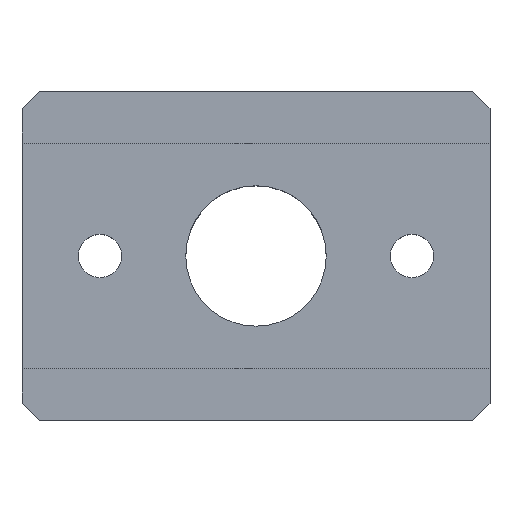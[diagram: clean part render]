
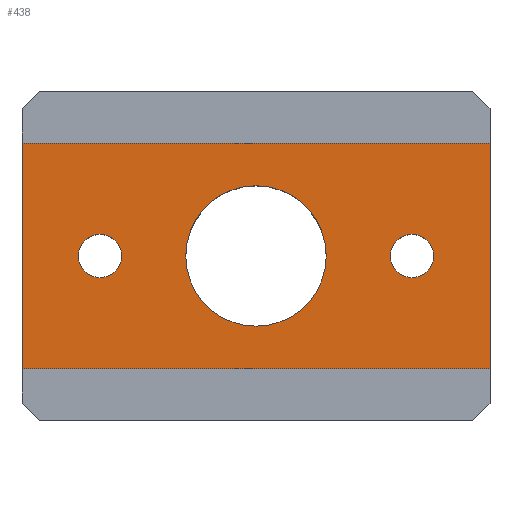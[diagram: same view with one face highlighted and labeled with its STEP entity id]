
A CAD part, top view. The second image highlights one B-rep face of the part: STEP entity #438.
In plain terms, the highlighted planar face has unit normal (0, 0, 1).
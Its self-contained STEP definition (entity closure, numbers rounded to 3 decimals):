
#13=DIRECTION('',(0.,-1.,0.));
#14=VECTOR('',#13,13.);
#15=CARTESIAN_POINT('',(-13.5,6.5,0.));
#16=LINE('',#15,#14);
#91=DIRECTION('',(1.,0.,0.));
#92=VECTOR('',#91,27.);
#93=CARTESIAN_POINT('',(-13.5,6.5,0.));
#94=LINE('',#93,#92);
#95=CARTESIAN_POINT('',(0.,0.,0.));
#96=DIRECTION('',(0.,0.,1.));
#97=DIRECTION('',(1.,0.,0.));
#98=AXIS2_PLACEMENT_3D('',#95,#96,#97);
#100=CARTESIAN_POINT('',(0.,0.,0.));
#101=DIRECTION('',(0.,0.,1.));
#102=DIRECTION('',(-1.,0.,0.));
#103=AXIS2_PLACEMENT_3D('',#100,#101,#102);
#105=CARTESIAN_POINT('',(9.,0.,0.));
#106=DIRECTION('',(0.,0.,1.));
#107=DIRECTION('',(0.,-1.,0.));
#108=AXIS2_PLACEMENT_3D('',#105,#106,#107);
#110=CARTESIAN_POINT('',(9.,0.,0.));
#111=DIRECTION('',(0.,0.,1.));
#112=DIRECTION('',(0.,1.,0.));
#113=AXIS2_PLACEMENT_3D('',#110,#111,#112);
#115=CARTESIAN_POINT('',(-9.,0.,0.));
#116=DIRECTION('',(0.,0.,1.));
#117=DIRECTION('',(0.,-1.,0.));
#118=AXIS2_PLACEMENT_3D('',#115,#116,#117);
#120=CARTESIAN_POINT('',(-9.,0.,0.));
#121=DIRECTION('',(0.,0.,1.));
#122=DIRECTION('',(0.,1.,0.));
#123=AXIS2_PLACEMENT_3D('',#120,#121,#122);
#173=DIRECTION('',(0.,-1.,0.));
#174=VECTOR('',#173,13.);
#175=CARTESIAN_POINT('',(13.5,6.5,0.));
#176=LINE('',#175,#174);
#209=DIRECTION('',(1.,0.,0.));
#210=VECTOR('',#209,27.);
#211=CARTESIAN_POINT('',(-13.5,-6.5,0.));
#212=LINE('',#211,#210);
#229=CARTESIAN_POINT('',(-13.5,-6.5,0.));
#231=VERTEX_POINT('',#229);
#234=CARTESIAN_POINT('',(-13.5,6.5,0.));
#236=VERTEX_POINT('',#234);
#237=CARTESIAN_POINT('',(13.5,-6.5,0.));
#239=VERTEX_POINT('',#237);
#242=CARTESIAN_POINT('',(13.5,6.5,0.));
#244=VERTEX_POINT('',#242);
#249=CARTESIAN_POINT('',(4.05,0.,0.));
#250=CARTESIAN_POINT('',(-4.05,0.,0.));
#251=VERTEX_POINT('',#249);
#252=VERTEX_POINT('',#250);
#285=CARTESIAN_POINT('',(9.,-1.25,0.));
#286=CARTESIAN_POINT('',(9.,1.25,0.));
#287=VERTEX_POINT('',#285);
#288=VERTEX_POINT('',#286);
#289=CARTESIAN_POINT('',(-9.,-1.25,0.));
#290=CARTESIAN_POINT('',(-9.,1.25,0.));
#291=VERTEX_POINT('',#289);
#292=VERTEX_POINT('',#290);
#408=CARTESIAN_POINT('',(-13.5,6.5,0.));
#409=DIRECTION('',(0.,0.,1.));
#410=DIRECTION('',(0.,-1.,0.));
#411=AXIS2_PLACEMENT_3D('',#408,#409,#410);
#412=PLANE('',#411);
#413=ORIENTED_EDGE('',*,*,#312,.F.);
#415=ORIENTED_EDGE('',*,*,#414,.T.);
#417=ORIENTED_EDGE('',*,*,#416,.T.);
#419=ORIENTED_EDGE('',*,*,#418,.F.);
#420=EDGE_LOOP('',(#413,#415,#417,#419));
#421=FACE_OUTER_BOUND('',#420,.F.);
#422=ORIENTED_EDGE('',*,*,#388,.T.);
#423=ORIENTED_EDGE('',*,*,#402,.T.);
#424=EDGE_LOOP('',(#422,#423));
#425=FACE_BOUND('',#424,.F.);
#427=ORIENTED_EDGE('',*,*,#426,.T.);
#429=ORIENTED_EDGE('',*,*,#428,.T.);
#430=EDGE_LOOP('',(#427,#429));
#431=FACE_BOUND('',#430,.F.);
#433=ORIENTED_EDGE('',*,*,#432,.T.);
#435=ORIENTED_EDGE('',*,*,#434,.T.);
#436=EDGE_LOOP('',(#433,#435));
#437=FACE_BOUND('',#436,.F.);
#438=ADVANCED_FACE('',(#421,#425,#431,#437),#412,.T.);
#99=CIRCLE('',#98,4.05);
#104=CIRCLE('',#103,4.05);
#109=CIRCLE('',#108,1.25);
#114=CIRCLE('',#113,1.25);
#119=CIRCLE('',#118,1.25);
#124=CIRCLE('',#123,1.25);
#312=EDGE_CURVE('',#236,#231,#16,.T.);
#388=EDGE_CURVE('',#251,#252,#99,.T.);
#402=EDGE_CURVE('',#252,#251,#104,.T.);
#414=EDGE_CURVE('',#236,#244,#94,.T.);
#416=EDGE_CURVE('',#244,#239,#176,.T.);
#418=EDGE_CURVE('',#231,#239,#212,.T.);
#426=EDGE_CURVE('',#287,#288,#109,.T.);
#428=EDGE_CURVE('',#288,#287,#114,.T.);
#432=EDGE_CURVE('',#291,#292,#119,.T.);
#434=EDGE_CURVE('',#292,#291,#124,.T.);
